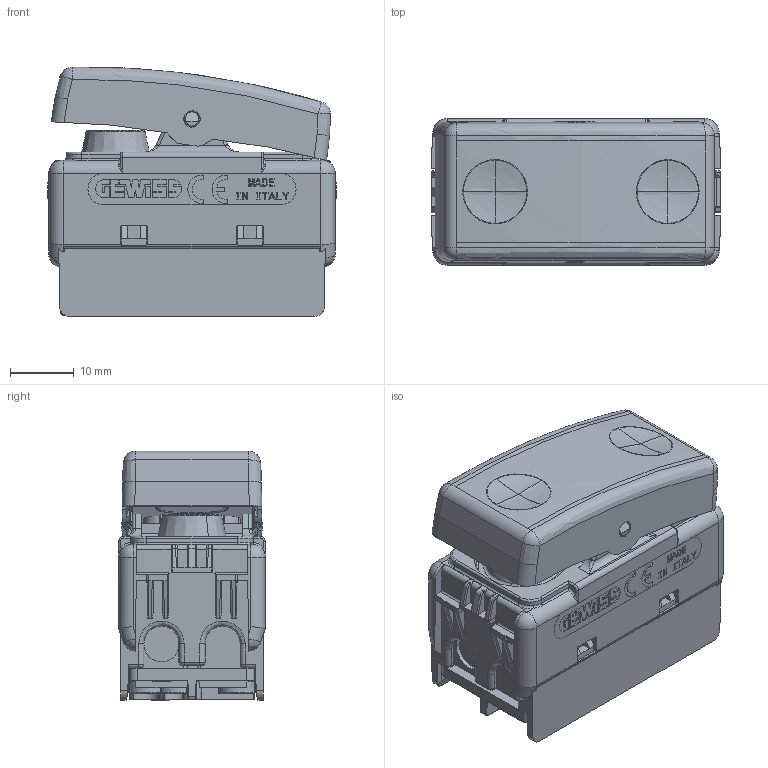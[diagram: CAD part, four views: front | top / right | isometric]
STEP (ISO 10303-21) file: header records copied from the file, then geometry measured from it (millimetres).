
FILE_DESCRIPTION(('CATIA V5 STEP Exchange','CAx-IF Rec.Pracs.--- Model Styling and Organization---1.4--- 2014-01-23'),'2;1');
FILE_NAME('GW20571 - INTERRUTTORE 1P-16 AX GENERICO.stp','2019-11-27T16:25:34+00:00',('none'),('none'),'CATIA Version 5-6 Release 2016 SP4','CATIA V5 STEP AP214','none');
FILE_SCHEMA(('AUTOMOTIVE_DESIGN { 1 0 10303 214 1 1 1 1 }'));
Products named in the file (5): ASS.INTERRUTTORE SYSTEM; CUSTODIA INTERRUTTORE-PULSANTE; TASTO COMANDO SYSTEM WHITE; NUOVA PROPOSTA; ASS.CONTATTO FISSO CENTRALE SYSTEM-ECO
Assembly tree (4 placements, depth 2):
  ASS.INTERRUTTORE SYSTEM
    CUSTODIA INTERRUTTORE-PULSANTE
    TASTO COMANDO SYSTEM WHITE
    NUOVA PROPOSTA
    ASS.CONTATTO FISSO CENTRALE SYSTEM-ECO
Bounding box: 45.4 x 23 x 39.27 mm (x, y, z)
Volume: 39167.1 mm3; surface area: 23699.1 mm2
Topology: 3 solids, 10 shells, 3658 faces, 10150 edges, 6461 vertices
Faces by surface type: plane 2354, cylinder 656, bspline 333, torus 127, cone 103, sphere 85
Entity records: 130559 total; most frequent: CARTESIAN_POINT 48013, ORIENTED_EDGE 20060, DIRECTION 12154, EDGE_CURVE 10030, VERTEX_POINT 6461, VECTOR 5892, LINE 5892, EDGE_LOOP 3767
